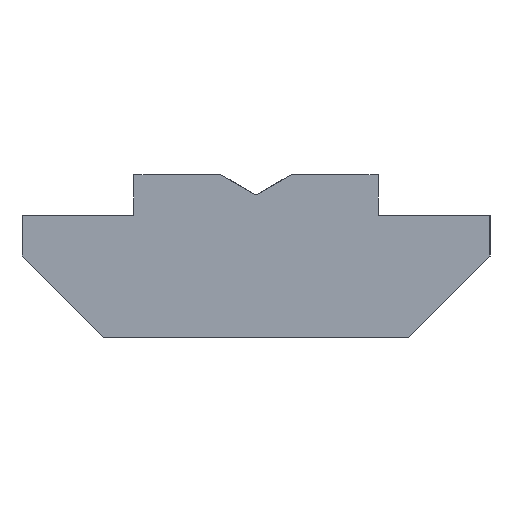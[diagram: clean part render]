
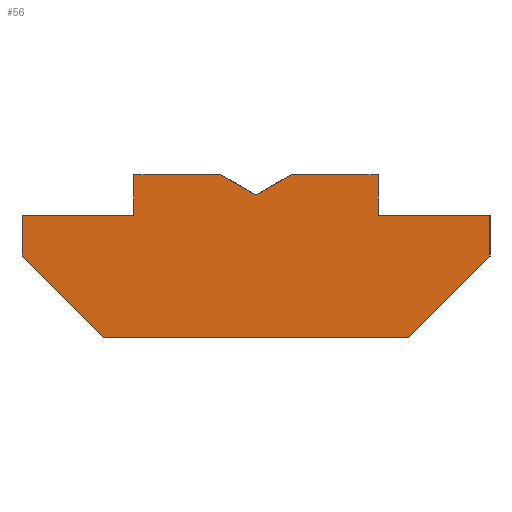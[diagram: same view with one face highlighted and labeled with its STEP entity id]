
A CAD part, left-side view. The second image highlights one B-rep face of the part: STEP entity #56.
In plain terms, the highlighted planar face has unit normal (-1, 0, 0).
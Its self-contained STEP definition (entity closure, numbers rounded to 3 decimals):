
#56=ADVANCED_FACE('',(#124),#125,.F.);
#124=FACE_OUTER_BOUND('',#202,.T.);
#125=PLANE('',#203);
#202=EDGE_LOOP('',(#307,#308,#309,#310,#311,#312,#313,#314,#315,#316,#317,#318,#319));
#203=AXIS2_PLACEMENT_3D('',#320,#321,#322);
#307=ORIENTED_EDGE('',*,*,#512,.T.);
#308=ORIENTED_EDGE('',*,*,#513,.T.);
#309=ORIENTED_EDGE('',*,*,#514,.T.);
#310=ORIENTED_EDGE('',*,*,#515,.T.);
#311=ORIENTED_EDGE('',*,*,#516,.T.);
#312=ORIENTED_EDGE('',*,*,#517,.T.);
#313=ORIENTED_EDGE('',*,*,#518,.T.);
#314=ORIENTED_EDGE('',*,*,#519,.T.);
#315=ORIENTED_EDGE('',*,*,#520,.T.);
#316=ORIENTED_EDGE('',*,*,#521,.T.);
#317=ORIENTED_EDGE('',*,*,#522,.T.);
#318=ORIENTED_EDGE('',*,*,#523,.T.);
#319=ORIENTED_EDGE('',*,*,#508,.T.);
#320=CARTESIAN_POINT('',(-6.0,0.,-4.0));
#321=DIRECTION('',(1.0,0.0,0.0));
#322=DIRECTION('',(0.0,1.0,-0.0));
#508=EDGE_CURVE('',#618,#619,#620,.T.);
#512=EDGE_CURVE('',#619,#624,#625,.T.);
#513=EDGE_CURVE('',#624,#626,#627,.T.);
#514=EDGE_CURVE('',#626,#628,#629,.T.);
#515=EDGE_CURVE('',#628,#630,#631,.T.);
#516=EDGE_CURVE('',#630,#632,#633,.T.);
#517=EDGE_CURVE('',#632,#634,#635,.T.);
#518=EDGE_CURVE('',#634,#636,#637,.T.);
#519=EDGE_CURVE('',#636,#638,#639,.T.);
#520=EDGE_CURVE('',#638,#640,#641,.T.);
#521=EDGE_CURVE('',#640,#642,#643,.T.);
#522=EDGE_CURVE('',#642,#644,#645,.T.);
#523=EDGE_CURVE('',#644,#618,#646,.T.);
#618=VERTEX_POINT('',#763);
#619=VERTEX_POINT('',#764);
#620=LINE('',#765,#766);
#624=VERTEX_POINT('',#772);
#625=LINE('',#773,#774);
#626=VERTEX_POINT('',#775);
#627=LINE('',#776,#777);
#628=VERTEX_POINT('',#778);
#629=LINE('',#779,#780);
#630=VERTEX_POINT('',#781);
#631=LINE('',#782,#783);
#632=VERTEX_POINT('',#784);
#633=LINE('',#785,#786);
#634=VERTEX_POINT('',#787);
#635=LINE('',#788,#789);
#636=VERTEX_POINT('',#790);
#637=LINE('',#791,#792);
#638=VERTEX_POINT('',#793);
#639=LINE('',#794,#795);
#640=VERTEX_POINT('',#796);
#641=LINE('',#797,#798);
#642=VERTEX_POINT('',#799);
#643=LINE('',#800,#801);
#644=VERTEX_POINT('',#802);
#645=LINE('',#803,#804);
#646=LINE('',#805,#806);
#763=CARTESIAN_POINT('',(-6.0,-3.0,-1.0));
#764=CARTESIAN_POINT('',(-6.0,-3.0,0.));
#765=CARTESIAN_POINT('',(-6.0,-3.0,-1.0));
#766=VECTOR('',#907,1.0);
#772=CARTESIAN_POINT('',(-6.0,-0.866,0.));
#773=CARTESIAN_POINT('',(-6.0,-3.0,0.));
#774=VECTOR('',#910,2.134);
#775=CARTESIAN_POINT('',(-6.0,0.,-0.5));
#776=CARTESIAN_POINT('',(-6.0,-0.866,0.));
#777=VECTOR('',#911,1.0);
#778=CARTESIAN_POINT('',(-6.0,0.866,0.));
#779=CARTESIAN_POINT('',(-6.0,0.,-0.5));
#780=VECTOR('',#912,1.0);
#781=CARTESIAN_POINT('',(-6.0,3.0,0.));
#782=CARTESIAN_POINT('',(-6.0,0.866,0.));
#783=VECTOR('',#913,2.134);
#784=CARTESIAN_POINT('',(-6.0,3.0,-1.0));
#785=CARTESIAN_POINT('',(-6.0,3.0,0.));
#786=VECTOR('',#914,1.0);
#787=CARTESIAN_POINT('',(-6.0,5.75,-1.0));
#788=CARTESIAN_POINT('',(-6.0,3.0,-1.0));
#789=VECTOR('',#915,2.75);
#790=CARTESIAN_POINT('',(-6.0,5.75,-2.0));
#791=CARTESIAN_POINT('',(-6.0,5.75,-1.0));
#792=VECTOR('',#916,1.0);
#793=CARTESIAN_POINT('',(-6.0,3.75,-4.0));
#794=CARTESIAN_POINT('',(-6.0,5.75,-2.0));
#795=VECTOR('',#917,2.828);
#796=CARTESIAN_POINT('',(-6.0,-3.75,-4.0));
#797=CARTESIAN_POINT('',(-6.0,3.75,-4.0));
#798=VECTOR('',#918,7.5);
#799=CARTESIAN_POINT('',(-6.0,-5.75,-2.0));
#800=CARTESIAN_POINT('',(-6.0,-3.75,-4.0));
#801=VECTOR('',#919,2.828);
#802=CARTESIAN_POINT('',(-6.0,-5.75,-1.0));
#803=CARTESIAN_POINT('',(-6.0,-5.75,-2.0));
#804=VECTOR('',#920,1.0);
#805=CARTESIAN_POINT('',(-6.0,-5.75,-1.0));
#806=VECTOR('',#921,2.75);
#907=DIRECTION('',(0.0,0.0,1.0));
#910=DIRECTION('',(0.0,1.0,0.0));
#911=DIRECTION('',(0.0,0.866,-0.5));
#912=DIRECTION('',(0.0,0.866,0.5));
#913=DIRECTION('',(0.0,1.0,0.0));
#914=DIRECTION('',(0.0,0.0,-1.0));
#915=DIRECTION('',(0.0,1.0,0.0));
#916=DIRECTION('',(0.0,0.0,-1.0));
#917=DIRECTION('',(0.0,-0.707,-0.707));
#918=DIRECTION('',(0.0,-1.0,0.0));
#919=DIRECTION('',(0.,-0.707,0.707));
#920=DIRECTION('',(0.0,0.0,1.0));
#921=DIRECTION('',(0.0,1.0,0.0));
